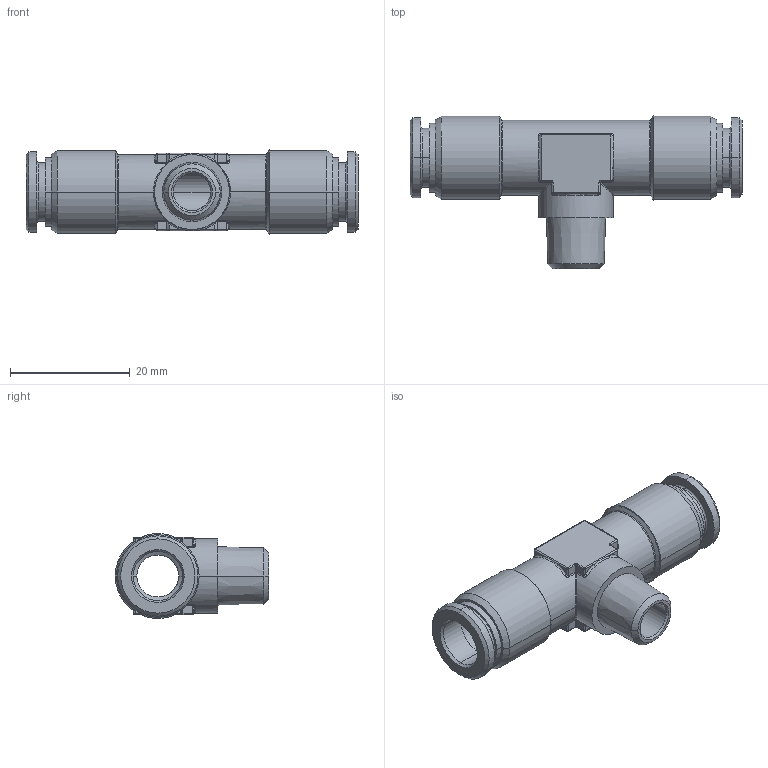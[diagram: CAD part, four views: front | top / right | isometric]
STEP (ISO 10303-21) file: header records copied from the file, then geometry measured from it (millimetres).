
FILE_DESCRIPTION((''),'2;1');
FILE_NAME('mxm.20.08.18',(''),('sopra-pneumatic'),'PRO/ENGINEER BY PARAMETRIC TECHNOLOGY CORPORATION, 2015110','PRO/ENGINEER BY PARAMETRIC TECHNOLOGY CORPORATION, 2015110','');
FILE_SCHEMA(('CONFIG_CONTROL_DESIGN'));
Length unit declared in the file: millimetre
Products named in the file (1): 381866B_941X4-8FF-1-8K
Bounding box: 55.4 x 25.59 x 14.19 mm (x, y, z)
Volume: 5441.2 mm3; surface area: 5041 mm2
Topology: 1 solids, 1 shells, 209 faces, 464 edges, 268 vertices
Faces by surface type: cylinder 74, plane 39, cone 34, torus 28, bspline 22, sphere 12
Entity records: 7478 total; most frequent: CARTESIAN_POINT 2871, DIRECTION 1008, ORIENTED_EDGE 928, EDGE_CURVE 464, AXIS2_PLACEMENT_3D 423, VERTEX_POINT 268, CIRCLE 236, EDGE_LOOP 224
